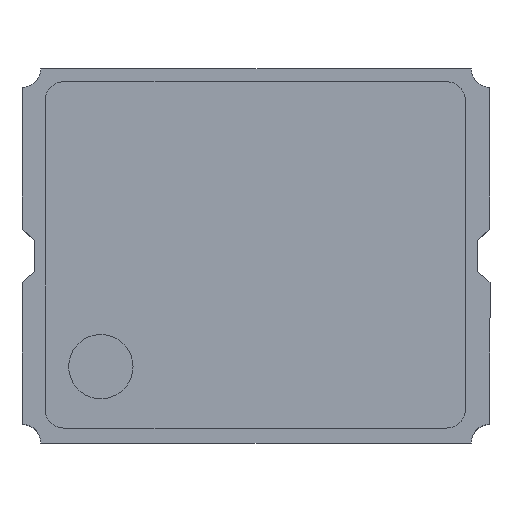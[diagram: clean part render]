
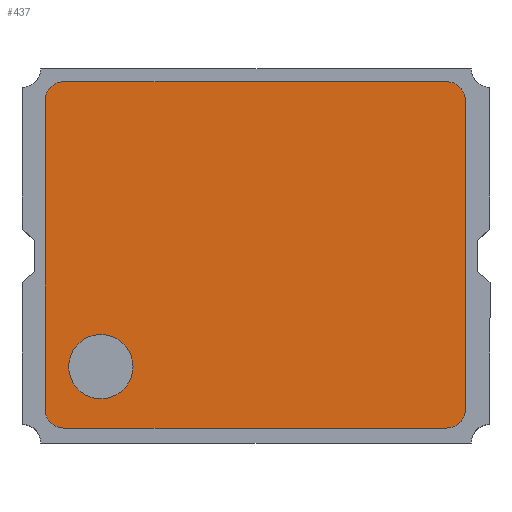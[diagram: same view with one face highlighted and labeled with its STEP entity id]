
A CAD part, top view. The second image highlights one B-rep face of the part: STEP entity #437.
In plain terms, the highlighted planar face has unit normal (0, 0, 1).
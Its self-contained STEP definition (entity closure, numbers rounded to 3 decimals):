
#9 = VERTEX_POINT ( 'NONE', #842 ) ;
#18 = ORIENTED_EDGE ( 'NONE', *, *, #457, .F. ) ;
#19 = CARTESIAN_POINT ( 'NONE',  ( -1.027, -0.82, 0.79 ) ) ;
#41 = PLANE ( 'NONE',  #1037 ) ;
#70 = EDGE_CURVE ( 'NONE', #1244, #484, #651, .T. ) ;
#84 = ORIENTED_EDGE ( 'NONE', *, *, #219, .F. ) ;
#87 = CARTESIAN_POINT ( 'NONE',  ( -1.127, 0.005, 0.79 ) ) ;
#89 = CIRCLE ( 'NONE', #790, 0.172 ) ;
#94 = LINE ( 'NONE', #87, #981 ) ;
#120 = ORIENTED_EDGE ( 'NONE', *, *, #1088, .F. ) ;
#139 = DIRECTION ( 'NONE',  ( -1., 0., 0. ) ) ;
#153 = CARTESIAN_POINT ( 'NONE',  ( -1.127, 0.83, 0.79 ) ) ;
#178 = DIRECTION ( 'NONE',  ( 0., 0., 1. ) ) ;
#182 = LINE ( 'NONE', #1183, #466 ) ;
#190 = CARTESIAN_POINT ( 'NONE',  ( 1.018, 0.83, 0.79 ) ) ;
#195 = CARTESIAN_POINT ( 'NONE',  ( 1.018, -0.92, 0.79 ) ) ;
#199 = CARTESIAN_POINT ( 'NONE',  ( -0.829, -0.592, 0.79 ) ) ;
#210 = VERTEX_POINT ( 'NONE', #1015 ) ;
#219 = EDGE_CURVE ( 'NONE', #833, #552, #94, .T. ) ;
#235 = VERTEX_POINT ( 'NONE', #774 ) ;
#256 = DIRECTION ( 'NONE',  ( 0., 0., -1. ) ) ;
#287 = EDGE_LOOP ( 'NONE', ( #1199, #617 ) ) ;
#305 = ORIENTED_EDGE ( 'NONE', *, *, #70, .T. ) ;
#317 = DIRECTION ( 'NONE',  ( -1., 0., 0. ) ) ;
#320 = DIRECTION ( 'NONE',  ( -1., 0., 0. ) ) ;
#323 = DIRECTION ( 'NONE',  ( -1., 0., 0. ) ) ;
#368 = VERTEX_POINT ( 'NONE', #491 ) ;
#380 = DIRECTION ( 'NONE',  ( 0., 1., 0. ) ) ;
#437 = ADVANCED_FACE ( 'NONE', ( #1319, #1022 ), #41, .T. ) ;
#457 = EDGE_CURVE ( 'NONE', #235, #833, #811, .T. ) ;
#460 = CARTESIAN_POINT ( 'NONE',  ( -0.829, -0.592, 0.79 ) ) ;
#466 = VECTOR ( 'NONE', #380, 1000. ) ;
#480 = EDGE_CURVE ( 'NONE', #484, #930, #182, .T. ) ;
#484 = VERTEX_POINT ( 'NONE', #1418 ) ;
#491 = CARTESIAN_POINT ( 'NONE',  ( -0.657, -0.592, 0.79 ) ) ;
#531 = VECTOR ( 'NONE', #320, 1000. ) ;
#532 = LINE ( 'NONE', #1198, #831 ) ;
#552 = VERTEX_POINT ( 'NONE', #153 ) ;
#586 = DIRECTION ( 'NONE',  ( -1., 0., 0. ) ) ;
#589 = ORIENTED_EDGE ( 'NONE', *, *, #1399, .F. ) ;
#617 = ORIENTED_EDGE ( 'NONE', *, *, #947, .T. ) ;
#651 = CIRCLE ( 'NONE', #851, 0.1 ) ;
#661 = CIRCLE ( 'NONE', #1045, 0.172 ) ;
#667 = CARTESIAN_POINT ( 'NONE',  ( -1.127, -0.82, 0.79 ) ) ;
#698 = CARTESIAN_POINT ( 'NONE',  ( 1.118, 0.83, 0.79 ) ) ;
#701 = CARTESIAN_POINT ( 'NONE',  ( 1.018, -0.82, 0.79 ) ) ;
#720 = CARTESIAN_POINT ( 'NONE',  ( -1.001, -0.592, 0.79 ) ) ;
#774 = CARTESIAN_POINT ( 'NONE',  ( -1.027, -0.92, 0.79 ) ) ;
#788 = ORIENTED_EDGE ( 'NONE', *, *, #1269, .F. ) ;
#790 = AXIS2_PLACEMENT_3D ( 'NONE', #199, #1009, #323 ) ;
#797 = EDGE_CURVE ( 'NONE', #930, #9, #1279, .T. ) ;
#811 = CIRCLE ( 'NONE', #1425, 0.1 ) ;
#831 = VECTOR ( 'NONE', #1428, 1000. ) ;
#833 = VERTEX_POINT ( 'NONE', #667 ) ;
#836 = EDGE_CURVE ( 'NONE', #1357, #368, #89, .T. ) ;
#842 = CARTESIAN_POINT ( 'NONE',  ( 1.018, 0.93, 0.79 ) ) ;
#849 = DIRECTION ( 'NONE',  ( 0., 0., -1. ) ) ;
#851 = AXIS2_PLACEMENT_3D ( 'NONE', #701, #178, #992 ) ;
#856 = AXIS2_PLACEMENT_3D ( 'NONE', #190, #1001, #317 ) ;
#930 = VERTEX_POINT ( 'NONE', #698 ) ;
#932 = EDGE_LOOP ( 'NONE', ( #788, #305, #1163, #1354, #120, #589, #84, #18 ) ) ;
#947 = EDGE_CURVE ( 'NONE', #368, #1357, #661, .T. ) ;
#948 = CARTESIAN_POINT ( 'NONE',  ( -1.027, 0.83, 0.79 ) ) ;
#965 = AXIS2_PLACEMENT_3D ( 'NONE', #948, #256, #1058 ) ;
#979 = CARTESIAN_POINT ( 'NONE',  ( -0.657, -0.592, 0.79 ) ) ;
#981 = VECTOR ( 'NONE', #1362, 1000. ) ;
#992 = DIRECTION ( 'NONE',  ( -1., 0., 0. ) ) ;
#1001 = DIRECTION ( 'NONE',  ( 0., 0., 1. ) ) ;
#1009 = DIRECTION ( 'NONE',  ( 0., 0., -1. ) ) ;
#1015 = CARTESIAN_POINT ( 'NONE',  ( -1.027, 0.93, 0.79 ) ) ;
#1022 = FACE_BOUND ( 'NONE', #287, .T. ) ;
#1037 = AXIS2_PLACEMENT_3D ( 'NONE', #979, #1175, #1412 ) ;
#1045 = AXIS2_PLACEMENT_3D ( 'NONE', #460, #1267, #586 ) ;
#1058 = DIRECTION ( 'NONE',  ( -1., 0., 0. ) ) ;
#1088 = EDGE_CURVE ( 'NONE', #210, #9, #532, .T. ) ;
#1109 = CIRCLE ( 'NONE', #965, 0.1 ) ;
#1119 = CARTESIAN_POINT ( 'NONE',  ( -0.004, -0.92, 0.79 ) ) ;
#1135 = LINE ( 'NONE', #1119, #531 ) ;
#1163 = ORIENTED_EDGE ( 'NONE', *, *, #480, .T. ) ;
#1175 = DIRECTION ( 'NONE',  ( 0., 0., 1. ) ) ;
#1183 = CARTESIAN_POINT ( 'NONE',  ( 1.118, -0.592, 0.79 ) ) ;
#1198 = CARTESIAN_POINT ( 'NONE',  ( -0.004, 0.93, 0.79 ) ) ;
#1199 = ORIENTED_EDGE ( 'NONE', *, *, #836, .T. ) ;
#1244 = VERTEX_POINT ( 'NONE', #195 ) ;
#1267 = DIRECTION ( 'NONE',  ( 0., 0., -1. ) ) ;
#1269 = EDGE_CURVE ( 'NONE', #1244, #235, #1135, .T. ) ;
#1279 = CIRCLE ( 'NONE', #856, 0.1 ) ;
#1319 = FACE_OUTER_BOUND ( 'NONE', #932, .T. ) ;
#1354 = ORIENTED_EDGE ( 'NONE', *, *, #797, .T. ) ;
#1357 = VERTEX_POINT ( 'NONE', #720 ) ;
#1362 = DIRECTION ( 'NONE',  ( 0., 1., 0. ) ) ;
#1399 = EDGE_CURVE ( 'NONE', #552, #210, #1109, .T. ) ;
#1412 = DIRECTION ( 'NONE',  ( 1., 0., 0. ) ) ;
#1418 = CARTESIAN_POINT ( 'NONE',  ( 1.118, -0.82, 0.79 ) ) ;
#1425 = AXIS2_PLACEMENT_3D ( 'NONE', #19, #849, #139 ) ;
#1428 = DIRECTION ( 'NONE',  ( 1., 0., 0. ) ) ;
